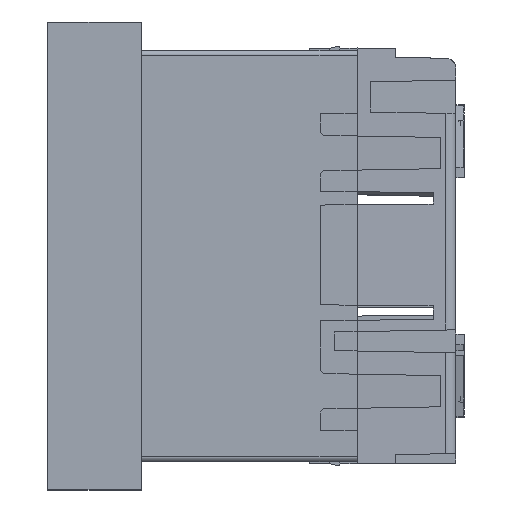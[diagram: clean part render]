
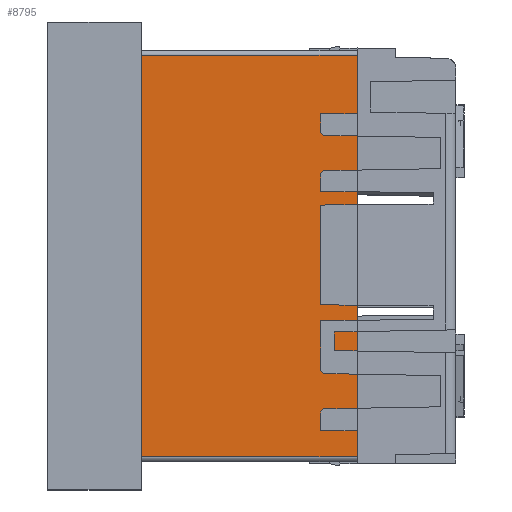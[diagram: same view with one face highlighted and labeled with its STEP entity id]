
A CAD part, left-side view. The second image highlights one B-rep face of the part: STEP entity #8795.
In plain terms, the highlighted face is planar.
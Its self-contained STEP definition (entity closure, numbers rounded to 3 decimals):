
#1519 = DIRECTION ( 'NONE',  ( 0., 1., 0. ) ) ;
#2818 = ORIENTED_EDGE ( 'NONE', *, *, #43326, .T. ) ;
#2906 = CARTESIAN_POINT ( 'NONE',  ( 42.3, 19.3, 29.75 ) ) ;
#3102 = DIRECTION ( 'NONE',  ( 0., 0., -1. ) ) ;
#4160 = EDGE_CURVE ( 'NONE', #10852, #16796, #26842, .T. ) ;
#5276 = DIRECTION ( 'NONE',  ( 0., 0., 1. ) ) ;
#5528 = EDGE_CURVE ( 'NONE', #15856, #42717, #15665, .T. ) ;
#8795 = ADVANCED_FACE ( 'NONE', ( #44395 ), #15462, .F. ) ;
#9255 = AXIS2_PLACEMENT_3D ( 'NONE', #19490, #30495, #29559 ) ;
#9538 = CARTESIAN_POINT ( 'NONE',  ( 42.3, 19.3, 29.75 ) ) ;
#10296 = VECTOR ( 'NONE', #5276, 1000. ) ;
#10852 = VERTEX_POINT ( 'NONE', #36426 ) ;
#12083 = CARTESIAN_POINT ( 'NONE',  ( 42.3, -19.8, 9. ) ) ;
#13058 = VECTOR ( 'NONE', #3102, 1000. ) ;
#13348 = LINE ( 'NONE', #35330, #13058 ) ;
#15424 = EDGE_LOOP ( 'NONE', ( #36546, #34169, #44364, #2818 ) ) ;
#15462 = PLANE ( 'NONE',  #9255 ) ;
#15665 = LINE ( 'NONE', #12083, #34151 ) ;
#15856 = VERTEX_POINT ( 'NONE', #46899 ) ;
#16796 = VERTEX_POINT ( 'NONE', #2906 ) ;
#18080 = VECTOR ( 'NONE', #1519, 1000. ) ;
#19490 = CARTESIAN_POINT ( 'NONE',  ( 42.3, -19.8, 29.75 ) ) ;
#26665 = DIRECTION ( 'NONE',  ( 0., 1., 0. ) ) ;
#26842 = LINE ( 'NONE', #33999, #18080 ) ;
#29559 = DIRECTION ( 'NONE',  ( 0., 0., 1. ) ) ;
#30230 = CARTESIAN_POINT ( 'NONE',  ( 42.3, 19.3, 9. ) ) ;
#30495 = DIRECTION ( 'NONE',  ( -1., 0., 0. ) ) ;
#33999 = CARTESIAN_POINT ( 'NONE',  ( 42.3, -19.8, 29.75 ) ) ;
#34151 = VECTOR ( 'NONE', #26665, 1000. ) ;
#34169 = ORIENTED_EDGE ( 'NONE', *, *, #34791, .T. ) ;
#34791 = EDGE_CURVE ( 'NONE', #42717, #16796, #45413, .T. ) ;
#35330 = CARTESIAN_POINT ( 'NONE',  ( 42.3, -19.3, 29.75 ) ) ;
#36426 = CARTESIAN_POINT ( 'NONE',  ( 42.3, -19.3, 29.75 ) ) ;
#36546 = ORIENTED_EDGE ( 'NONE', *, *, #5528, .T. ) ;
#42717 = VERTEX_POINT ( 'NONE', #30230 ) ;
#43326 = EDGE_CURVE ( 'NONE', #10852, #15856, #13348, .T. ) ;
#44364 = ORIENTED_EDGE ( 'NONE', *, *, #4160, .F. ) ;
#44395 = FACE_OUTER_BOUND ( 'NONE', #15424, .T. ) ;
#45413 = LINE ( 'NONE', #9538, #10296 ) ;
#46899 = CARTESIAN_POINT ( 'NONE',  ( 42.3, -19.3, 9. ) ) ;
